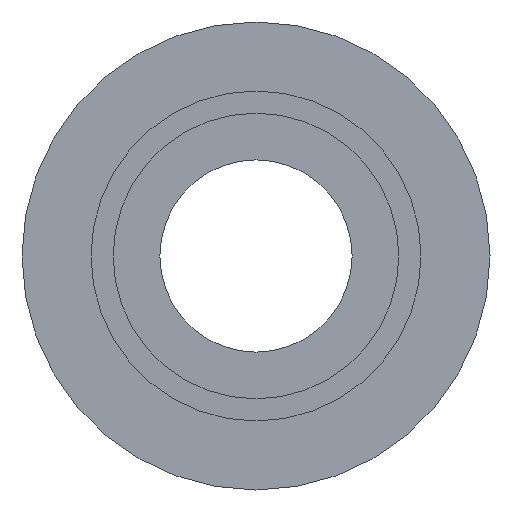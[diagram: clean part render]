
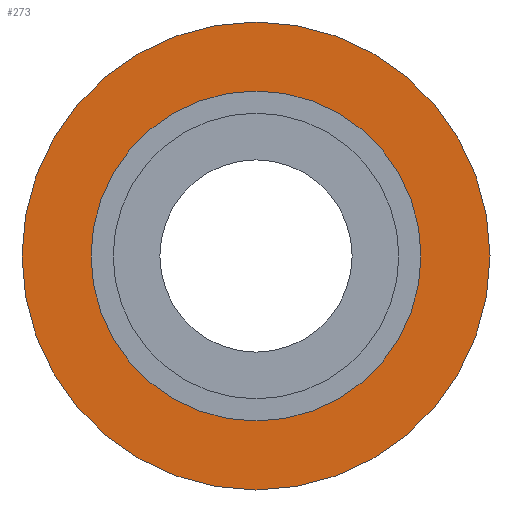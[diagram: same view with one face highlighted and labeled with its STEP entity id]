
A CAD part, left-side view. The second image highlights one B-rep face of the part: STEP entity #273.
In plain terms, the highlighted planar face has unit normal (-1, 0, 0).
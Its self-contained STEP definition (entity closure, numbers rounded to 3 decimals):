
#198 = VERTEX_POINT('',#199);
#199 = CARTESIAN_POINT('',(4.527,5.5,8.236)
  );
#205 = EDGE_CURVE('',#206,#198,#208,.T.);
#206 = VERTEX_POINT('',#207);
#207 = CARTESIAN_POINT('',(4.527,-5.5,8.236)
  );
#208 = CIRCLE('',#209,5.5);
#209 = AXIS2_PLACEMENT_3D('',#210,#211,#212);
#210 = CARTESIAN_POINT('',(4.527,0.,
    8.236));
#211 = DIRECTION('',(1.,0.,0.));
#212 = DIRECTION('',(0.,-1.,0.));
#229 = EDGE_CURVE('',#198,#206,#230,.T.);
#230 = CIRCLE('',#231,5.5);
#231 = AXIS2_PLACEMENT_3D('',#232,#233,#234);
#232 = CARTESIAN_POINT('',(4.527,0.,
    8.236));
#233 = DIRECTION('',(1.,0.,0.));
#234 = DIRECTION('',(0.,-1.,0.));
#273 = ADVANCED_FACE('',(#274,#294),#298,.T.);
#274 = FACE_BOUND('',#275,.T.);
#275 = EDGE_LOOP('',(#276,#287));
#276 = ORIENTED_EDGE('',*,*,#277,.T.);
#277 = EDGE_CURVE('',#278,#280,#282,.T.);
#278 = VERTEX_POINT('',#279);
#279 = CARTESIAN_POINT('',(4.527,-7.8,8.236
    ));
#280 = VERTEX_POINT('',#281);
#281 = CARTESIAN_POINT('',(4.527,7.8,8.236)
  );
#282 = CIRCLE('',#283,7.8);
#283 = AXIS2_PLACEMENT_3D('',#284,#285,#286);
#284 = CARTESIAN_POINT('',(4.527,0.,
    8.236));
#285 = DIRECTION('',(-1.,0.,0.));
#286 = DIRECTION('',(0.,-1.,0.));
#287 = ORIENTED_EDGE('',*,*,#288,.T.);
#288 = EDGE_CURVE('',#280,#278,#289,.T.);
#289 = CIRCLE('',#290,7.8);
#290 = AXIS2_PLACEMENT_3D('',#291,#292,#293);
#291 = CARTESIAN_POINT('',(4.527,0.,
    8.236));
#292 = DIRECTION('',(-1.,0.,0.));
#293 = DIRECTION('',(0.,-1.,0.));
#294 = FACE_BOUND('',#295,.T.);
#295 = EDGE_LOOP('',(#296,#297));
#296 = ORIENTED_EDGE('',*,*,#205,.T.);
#297 = ORIENTED_EDGE('',*,*,#229,.T.);
#298 = PLANE('',#299);
#299 = AXIS2_PLACEMENT_3D('',#300,#301,#302);
#300 = CARTESIAN_POINT('',(4.527,6.65,8.236)
  );
#301 = DIRECTION('',(-1.,0.,0.));
#302 = DIRECTION('',(0.,-1.,0.));
